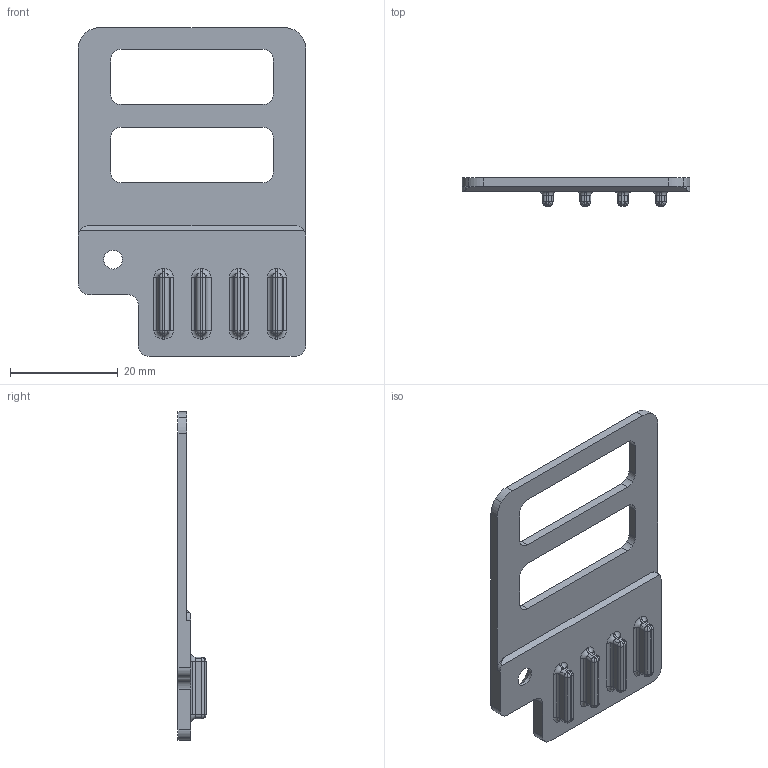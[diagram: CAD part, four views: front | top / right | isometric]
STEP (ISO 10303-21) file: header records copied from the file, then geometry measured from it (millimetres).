
FILE_DESCRIPTION(('STEP AP214'),'1');
FILE_NAME('clip_v4.stp','2025-11-10T19:21:42',(' '),(' '),'Spatial InterOp 3D',' ',' ');
FILE_SCHEMA(('AUTOMOTIVE_DESIGN { 1 0 10303 214 1 1 1 1 }'));
Length unit declared in the file: millimetre
Products named in the file (1): clip
Bounding box: 42.25 x 5.2 x 61.02 mm (x, y, z)
Volume: 3831.9 mm3; surface area: 4521.5 mm2
Topology: 1 solids, 1 shells, 218 faces, 554 edges, 310 vertices
Faces by surface type: cylinder 130, plane 38, sphere 32, torus 16, cone 2
Entity records: 6367 total; most frequent: DIRECTION 1256, CARTESIAN_POINT 1051, ORIENTED_EDGE 1044, EDGE_CURVE 522, AXIS2_PLACEMENT_3D 515, VERTEX_POINT 310, CIRCLE 292, EDGE_LOOP 228
